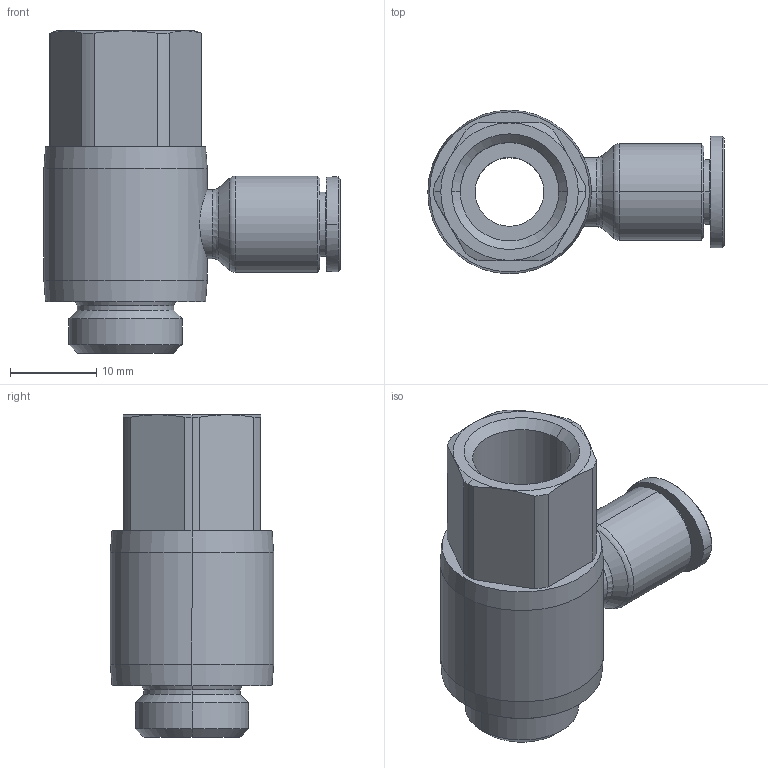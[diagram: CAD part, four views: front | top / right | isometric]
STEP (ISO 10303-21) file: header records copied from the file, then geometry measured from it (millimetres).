
FILE_DESCRIPTION((''),'2;1');
FILE_NAME('GPHF_06G02-G02(3D).stp','2012-12-20T17:31:08',(''),(''),'Mechanical Desktop.R8.0.24.0','Mechanical Desktop.R8.0.24.0',', , ');
FILE_SCHEMA(('CONFIG_CONTROL_DESIGN'));
Length unit declared in the file: millimetre
Products named in the file (2): GPHF_06G02-G02(3D); 睡ヶ1
Assembly tree (1 placements, depth 2):
  GPHF_06G02-G02(3D)
    睡ヶ1
Bounding box: 34.45 x 19 x 37.5 mm (x, y, z)
Volume: 7042.5 mm3; surface area: 6184.7 mm2
Topology: 1 solids, 1 shells, 290 faces, 765 edges, 495 vertices
Faces by surface type: plane 181, cylinder 41, cone 34, bspline 32, torus 2
Entity records: 9905 total; most frequent: CARTESIAN_POINT 2649, ORIENTED_EDGE 1530, DIRECTION 1432, EDGE_CURVE 765, VECTOR 572, LINE 572, VERTEX_POINT 495, AXIS2_PLACEMENT_3D 430
